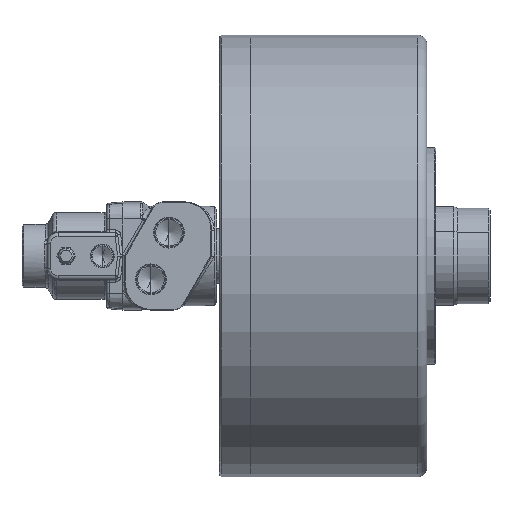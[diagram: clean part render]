
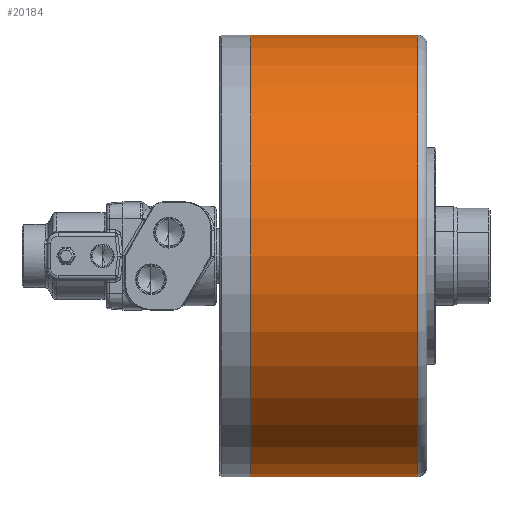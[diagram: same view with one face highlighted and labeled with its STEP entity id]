
A CAD part, front view. The second image highlights one B-rep face of the part: STEP entity #20184.
In plain terms, the highlighted cylindrical face has radius 122.5 mm (diameter 245 mm), a partial arc.
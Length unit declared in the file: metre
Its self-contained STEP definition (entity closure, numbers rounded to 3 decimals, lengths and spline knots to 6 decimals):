
#1302 = DIRECTION ( 'NONE',  ( 0., 0., 1. ) ) ;
#1346 = DIRECTION ( 'NONE',  ( -1., 0., 0. ) ) ;
#1347 = AXIS2_PLACEMENT_3D ( 'NONE', #1387, #1346, #1302 ) ;
#1387 = CARTESIAN_POINT ( 'NONE',  ( 0.093, 0., 0. ) ) ;
#1388 = CIRCLE ( 'NONE', #1347, 0.1225 ) ;
#2158 = VERTEX_POINT ( 'NONE', #21340 ) ;
#2193 = VERTEX_POINT ( 'NONE', #21445 ) ;
#7678 = LINE ( 'NONE', #7758, #7755 ) ;
#7700 = CARTESIAN_POINT ( 'NONE',  ( 0., 0., 0.1225 ) ) ;
#7730 = DIRECTION ( 'NONE',  ( -1., 0., 0. ) ) ;
#7755 = VECTOR ( 'NONE', #7730, 1. ) ;
#7758 = CARTESIAN_POINT ( 'NONE',  ( 0., 0., 0.1225 ) ) ;
#7966 = CARTESIAN_POINT ( 'NONE',  ( 0., 0., -0.1225 ) ) ;
#7975 = DIRECTION ( 'NONE',  ( -1., 0., 0. ) ) ;
#8049 = LINE ( 'NONE', #7966, #8051 ) ;
#8051 = VECTOR ( 'NONE', #7975, 1. ) ;
#8078 = DIRECTION ( 'NONE',  ( 0., 0., 1. ) ) ;
#8082 = CYLINDRICAL_SURFACE ( 'NONE', #8121, 0.1225 ) ;
#8084 = CARTESIAN_POINT ( 'NONE',  ( 0., 0., 0. ) ) ;
#8121 = AXIS2_PLACEMENT_3D ( 'NONE', #8084, #8122, #8078 ) ;
#8122 = DIRECTION ( 'NONE',  ( -1., 0., 0. ) ) ;
#8123 = FACE_OUTER_BOUND ( 'NONE', #20383, .T. ) ;
#8177 = CARTESIAN_POINT ( 'NONE',  ( 0., 0., -0.1225 ) ) ;
#8247 = DIRECTION ( 'NONE',  ( 0., 0., 1. ) ) ;
#8264 = CIRCLE ( 'NONE', #8288, 0.1225 ) ;
#8270 = DIRECTION ( 'NONE',  ( -1., 0., 0. ) ) ;
#8288 = AXIS2_PLACEMENT_3D ( 'NONE', #8298, #8270, #8247 ) ;
#8298 = CARTESIAN_POINT ( 'NONE',  ( 0., 0., 0. ) ) ;
#20096 = VERTEX_POINT ( 'NONE', #7700 ) ;
#20115 = EDGE_CURVE ( 'NONE', #2193, #20096, #7678, .T. ) ;
#20141 = EDGE_CURVE ( 'NONE', #2158, #20203, #8049, .T. ) ;
#20165 = ORIENTED_EDGE ( 'NONE', *, *, #20141, .F. ) ;
#20184 = ADVANCED_FACE ( 'NONE', ( #8123 ), #8082, .T. ) ;
#20186 = ORIENTED_EDGE ( 'NONE', *, *, #20258, .F. ) ;
#20203 = VERTEX_POINT ( 'NONE', #8177 ) ;
#20258 = EDGE_CURVE ( 'NONE', #20203, #20096, #8264, .T. ) ;
#20320 = EDGE_CURVE ( 'NONE', #2158, #2193, #1388, .T. ) ;
#20341 = ORIENTED_EDGE ( 'NONE', *, *, #20115, .T. ) ;
#20352 = ORIENTED_EDGE ( 'NONE', *, *, #20320, .T. ) ;
#20383 = EDGE_LOOP ( 'NONE', ( #20165, #20352, #20341, #20186 ) ) ;
#21340 = CARTESIAN_POINT ( 'NONE',  ( 0.093, 0., -0.1225 ) ) ;
#21445 = CARTESIAN_POINT ( 'NONE',  ( 0.093, 0., 0.1225 ) ) ;
